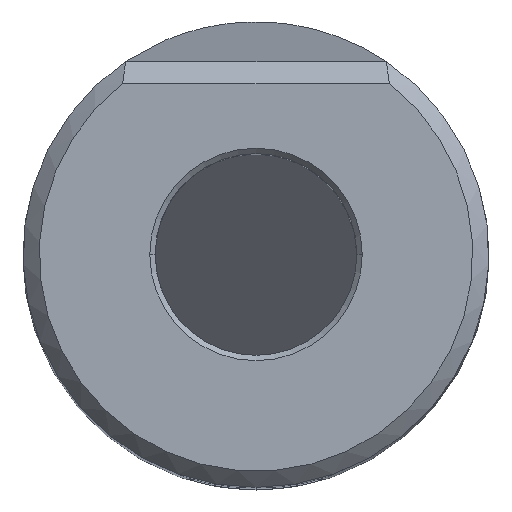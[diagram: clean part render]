
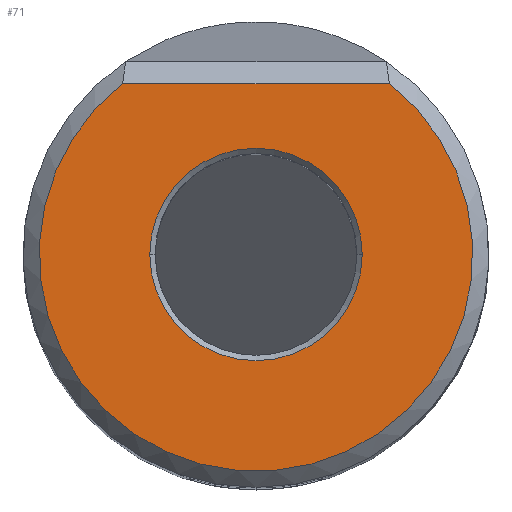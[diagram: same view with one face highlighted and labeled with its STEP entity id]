
A CAD part, top view. The second image highlights one B-rep face of the part: STEP entity #71.
In plain terms, the highlighted planar face has unit normal (0, 0, 1).
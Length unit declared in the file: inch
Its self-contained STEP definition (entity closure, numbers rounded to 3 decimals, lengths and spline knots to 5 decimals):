
#14 = VERTEX_POINT ( 'NONE', #782 ) ;
#44 = VERTEX_POINT ( 'NONE', #51 ) ;
#51 = CARTESIAN_POINT ( 'NONE',  ( -0.1975, 0., 0. ) ) ;
#71 = ADVANCED_FACE ( 'NONE', ( #709, #175 ), #159, .T. ) ;
#87 = AXIS2_PLACEMENT_3D ( 'NONE', #244, #185, #118 ) ;
#118 = DIRECTION ( 'NONE',  ( 0., -1., 0. ) ) ;
#119 = VERTEX_POINT ( 'NONE', #251 ) ;
#145 = CIRCLE ( 'NONE', #87, 0.1975 ) ;
#146 = DIRECTION ( 'NONE',  ( -1., 0., 0. ) ) ;
#152 = ORIENTED_EDGE ( 'NONE', *, *, #258, .T. ) ;
#153 = DIRECTION ( 'NONE',  ( 0., -1., 0. ) ) ;
#159 = PLANE ( 'NONE',  #734 ) ;
#175 = FACE_OUTER_BOUND ( 'NONE', #571, .T. ) ;
#185 = DIRECTION ( 'NONE',  ( 0., 0., -1. ) ) ;
#222 = EDGE_CURVE ( 'NONE', #712, #14, #224, .T. ) ;
#224 = LINE ( 'NONE', #284, #527 ) ;
#226 = EDGE_LOOP ( 'NONE', ( #531, #261 ) ) ;
#244 = CARTESIAN_POINT ( 'NONE',  ( 0., 0., 0. ) ) ;
#251 = CARTESIAN_POINT ( 'NONE',  ( 0.1975, 0., 0. ) ) ;
#258 = EDGE_CURVE ( 'NONE', #14, #712, #575, .T. ) ;
#261 = ORIENTED_EDGE ( 'NONE', *, *, #472, .T. ) ;
#284 = CARTESIAN_POINT ( 'NONE',  ( 0., 0.31779, 0. ) ) ;
#342 = CARTESIAN_POINT ( 'NONE',  ( 0.24794, 0.31779, 0. ) ) ;
#406 = DIRECTION ( 'NONE',  ( 0., 0., 1. ) ) ;
#472 = EDGE_CURVE ( 'NONE', #44, #119, #145, .T. ) ;
#524 = CARTESIAN_POINT ( 'NONE',  ( 0., 0., 0. ) ) ;
#527 = VECTOR ( 'NONE', #146, 39.37008 ) ;
#531 = ORIENTED_EDGE ( 'NONE', *, *, #670, .T. ) ;
#571 = EDGE_LOOP ( 'NONE', ( #152, #770 ) ) ;
#575 = CIRCLE ( 'NONE', #743, 0.40307 ) ;
#576 = CIRCLE ( 'NONE', #699, 0.1975 ) ;
#666 = DIRECTION ( 'NONE',  ( 0., -1., 0. ) ) ;
#670 = EDGE_CURVE ( 'NONE', #119, #44, #576, .T. ) ;
#690 = DIRECTION ( 'NONE',  ( 0., 0., -1. ) ) ;
#699 = AXIS2_PLACEMENT_3D ( 'NONE', #765, #690, #153 ) ;
#709 = FACE_BOUND ( 'NONE', #226, .T. ) ;
#712 = VERTEX_POINT ( 'NONE', #342 ) ;
#718 = CARTESIAN_POINT ( 'NONE',  ( 0., 0., 0. ) ) ;
#734 = AXIS2_PLACEMENT_3D ( 'NONE', #524, #792, #666 ) ;
#743 = AXIS2_PLACEMENT_3D ( 'NONE', #718, #406, #759 ) ;
#759 = DIRECTION ( 'NONE',  ( 0., -1., 0. ) ) ;
#765 = CARTESIAN_POINT ( 'NONE',  ( 0., 0., 0. ) ) ;
#770 = ORIENTED_EDGE ( 'NONE', *, *, #222, .T. ) ;
#782 = CARTESIAN_POINT ( 'NONE',  ( -0.24794, 0.31779, 0. ) ) ;
#792 = DIRECTION ( 'NONE',  ( 0., 0., 1. ) ) ;
